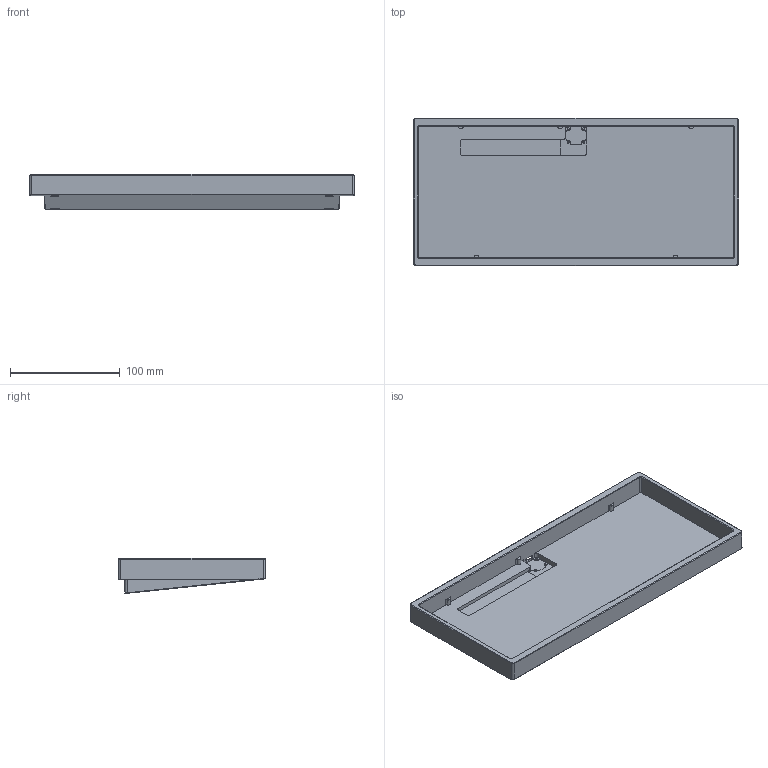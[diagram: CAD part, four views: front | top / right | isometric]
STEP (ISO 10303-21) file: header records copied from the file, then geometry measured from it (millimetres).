
FILE_DESCRIPTION(/* description */ (''),/* implementation_level */ '2;1');
FILE_NAME(/* name */ 'Case.step',/* time_stamp */ '2021-10-30T22:45:33+08:00',/* author */ (''),/* organization */ (''),/* preprocessor_version */ 'ST-DEVELOPER v18.1',/* originating_system */ 'Autodesk Translation Framework v10.10.0.1391',/* authorisation */ '');
FILE_SCHEMA (('AUTOMOTIVE_DESIGN { 1 0 10303 214 3 1 1 }'));
Length unit declared in the file: millimetre
Products named in the file (1): bakeneko-70-case
Bounding box: 295.7 x 134.01 x 31.87 mm (x, y, z)
Volume: 348493.3 mm3; surface area: 115391.5 mm2
Topology: 1 solids, 1 shells, 158 faces, 403 edges, 256 vertices
Faces by surface type: plane 77, cylinder 61, cone 14, bspline 6
Full cylindrical faces by diameter (mm): 1.6 x4, 8.3 x4
Entity records: 5087 total; most frequent: CARTESIAN_POINT 1148, DIRECTION 829, ORIENTED_EDGE 806, EDGE_CURVE 403, AXIS2_PLACEMENT_3D 285, LINE 259, VECTOR 259, VERTEX_POINT 256
